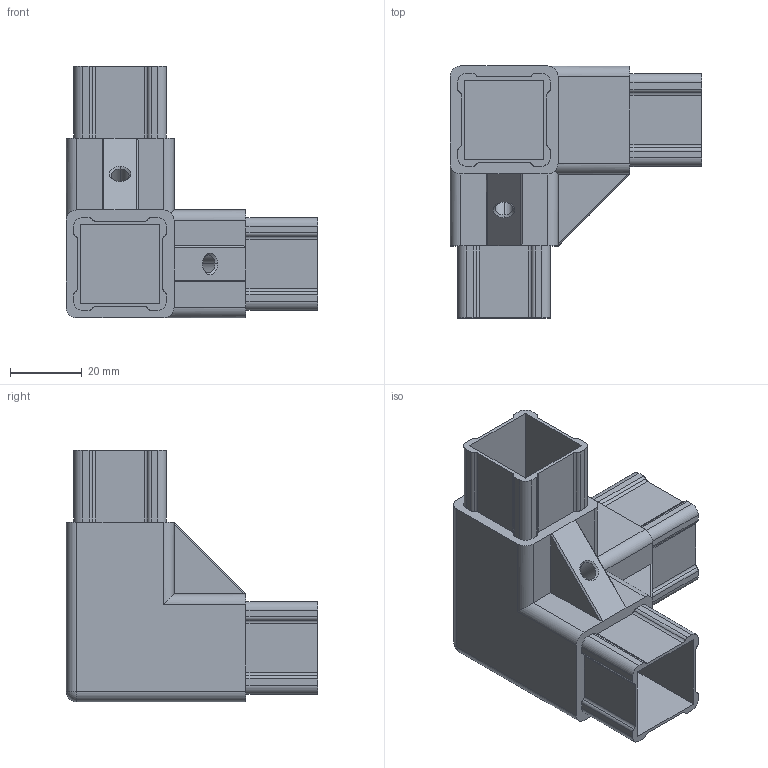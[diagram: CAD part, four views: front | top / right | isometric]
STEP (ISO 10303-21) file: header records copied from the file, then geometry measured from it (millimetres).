
FILE_DESCRIPTION (( 'STEP AP203' ), '1' );
FILE_NAME ('CR-VA30-03-S.STEP', '2018-10-11T09:53:59', ( '' ), ( '' ), 'SwSTEP 2.0', 'SolidWorks 2015', '' );
FILE_SCHEMA (( 'CONFIG_CONTROL_DESIGN' ));
Length unit declared in the file: millimetre
Products named in the file (1): CR-VA30-03-S
Bounding box: 70 x 70 x 70 mm (x, y, z)
Volume: 44955.5 mm3; surface area: 30895.7 mm2
Topology: 1 solids, 1 shells, 410 faces, 1120 edges, 738 vertices
Faces by surface type: plane 206, bspline 123, cylinder 76, cone 4, sphere 1
Entity records: 19501 total; most frequent: CARTESIAN_POINT 9785, ORIENTED_EDGE 2238, DIRECTION 1578, EDGE_CURVE 1119, VERTEX_POINT 738, LINE 716, VECTOR 716, EDGE_LOOP 445
